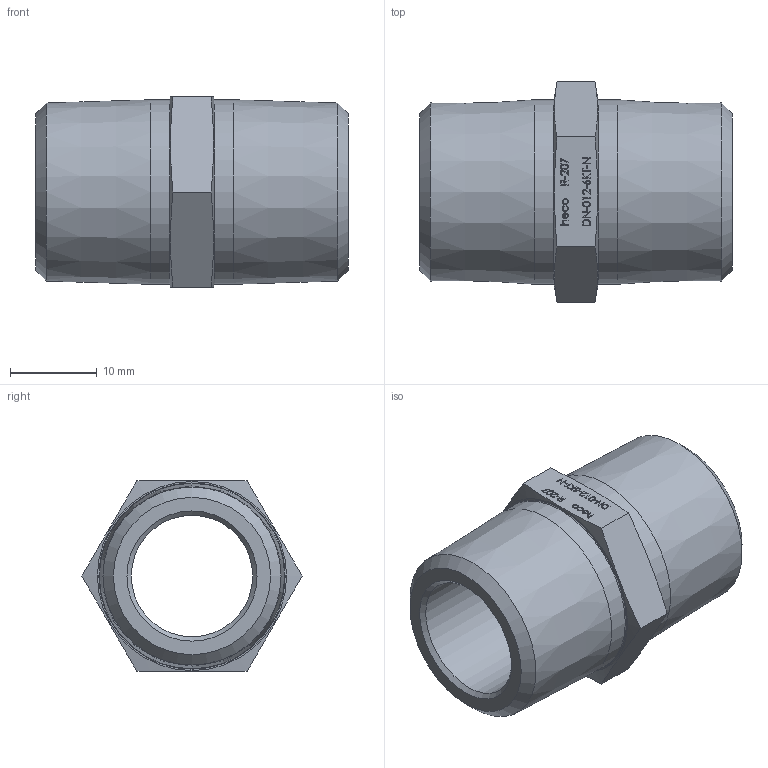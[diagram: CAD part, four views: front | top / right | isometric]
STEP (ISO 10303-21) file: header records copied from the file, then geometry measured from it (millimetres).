
FILE_DESCRIPTION (( 'STEP AP214' ), '1' );
FILE_NAME ('DN-012-6KT-N R-207 2010.STEP', '2020-11-02T11:45:11', ( '' ), ( '' ), 'SwSTEP 2.0', 'SolidWorks 2019', '' );
FILE_SCHEMA (( 'AUTOMOTIVE_DESIGN' ));
Length unit declared in the file: millimetre
Products named in the file (1): DN-012-6KT-N R-207 2010
Bounding box: 36 x 25.4 x 22.01 mm (x, y, z)
Volume: 7106.8 mm3; surface area: 4342.9 mm2
Topology: 1 solids, 1 shells, 249 faces, 647 edges, 430 vertices
Faces by surface type: plane 150, bspline 86, cone 8, cylinder 3, torus 2
Full cylindrical faces by diameter (mm): 14 x1, 21.272 x2
Entity records: 14905 total; most frequent: CARTESIAN_POINT 7040, ORIENTED_EDGE 1256, DIRECTION 788, EDGE_CURVE 628, VECTOR 428, LINE 428, VERTEX_POINT 424, EDGE_LOOP 294
